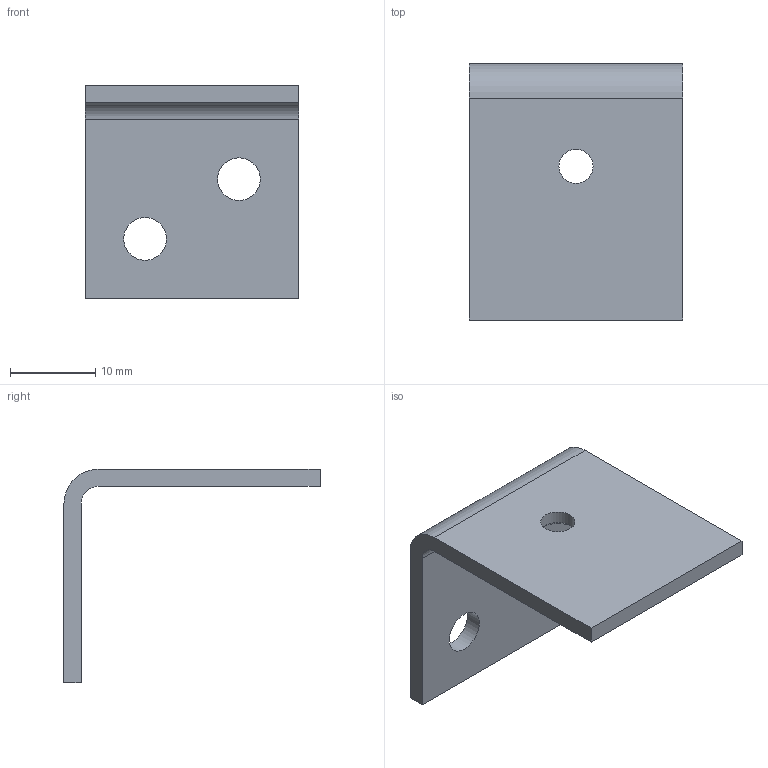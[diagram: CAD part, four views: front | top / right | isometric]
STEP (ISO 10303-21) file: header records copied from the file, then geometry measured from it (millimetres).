
FILE_DESCRIPTION(/* description */ (''),/* implementation_level */ '2;1');
FILE_NAME(/* name */ 'locker.step',/* time_stamp */ '2021-05-25T19:30:22+02:00',/* author */ (''),/* organization */ (''),/* preprocessor_version */ 'ST-DEVELOPER v18.1',/* originating_system */ 'Autodesk Translation Framework v10.9.0.1377',/* authorisation */ '');
FILE_SCHEMA (('AUTOMOTIVE_DESIGN { 1 0 10303 214 3 1 1 }'));
Length unit declared in the file: millimetre
Products named in the file (1): locker
Bounding box: 25 x 30 x 25 mm (x, y, z)
Volume: 2480.2 mm3; surface area: 2873.4 mm2
Topology: 1 solids, 1 shells, 14 faces, 35 edges, 23 vertices
Faces by surface type: plane 8, cylinder 5, cone 1
Full cylindrical faces by diameter (mm): 4 x1, 5 x2
Entity records: 474 total; most frequent: DIRECTION 76, CARTESIAN_POINT 73, ORIENTED_EDGE 70, EDGE_CURVE 35, AXIS2_PLACEMENT_3D 26, LINE 24, VECTOR 24, VERTEX_POINT 23
